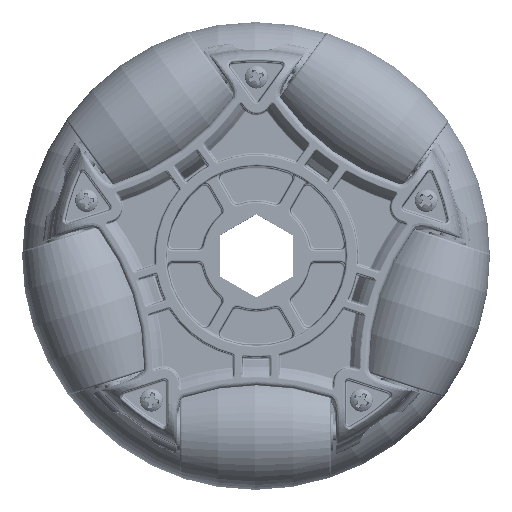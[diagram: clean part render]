
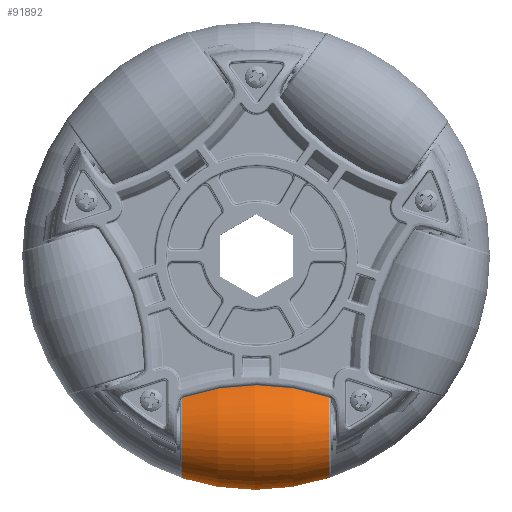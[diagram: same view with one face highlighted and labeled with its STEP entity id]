
A CAD part, top view. The second image highlights one B-rep face of the part: STEP entity #91892.
In plain terms, the highlighted toroidal (fillet/blend) face has major radius 31.124 mm and minor radius 41.275 mm.
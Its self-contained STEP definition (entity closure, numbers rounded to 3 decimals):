
#8134 = DIRECTION ( 'NONE',  ( 0., 0., -1. ) ) ;
#9302 = VERTEX_POINT ( 'NONE', #77365 ) ;
#13118 = DIRECTION ( 'NONE',  ( -1., 0., 0. ) ) ;
#15660 = CARTESIAN_POINT ( 'NONE',  ( 13.335, 0., 31.124 ) ) ;
#27786 = AXIS2_PLACEMENT_3D ( 'NONE', #15660, #98155, #63629 ) ;
#27876 = EDGE_CURVE ( 'NONE', #51343, #101249, #41623, .T. ) ;
#28908 = ORIENTED_EDGE ( 'NONE', *, *, #140702, .T. ) ;
#33651 = ORIENTED_EDGE ( 'NONE', *, *, #93583, .T. ) ;
#40003 = CARTESIAN_POINT ( 'NONE',  ( 0.343, 0., 0. ) ) ;
#40421 = CIRCLE ( 'NONE', #45571, 41.275 ) ;
#41623 = CIRCLE ( 'NONE', #27786, 41.275 ) ;
#45571 = AXIS2_PLACEMENT_3D ( 'NONE', #125272, #137078, #8134 ) ;
#49083 = VERTEX_POINT ( 'NONE', #90160 ) ;
#51343 = VERTEX_POINT ( 'NONE', #111640 ) ;
#51874 = DIRECTION ( 'NONE',  ( 0., 0., -1. ) ) ;
#55931 = AXIS2_PLACEMENT_3D ( 'NONE', #129487, #95989, #58404 ) ;
#58404 = DIRECTION ( 'NONE',  ( 0., 0., 1. ) ) ;
#63629 = DIRECTION ( 'NONE',  ( 0., 0., 1. ) ) ;
#69176 = EDGE_LOOP ( 'NONE', ( #96400, #28908, #33651, #111755 ) ) ;
#77365 = CARTESIAN_POINT ( 'NONE',  ( 0.343, 0., 8.053 ) ) ;
#78185 = AXIS2_PLACEMENT_3D ( 'NONE', #132701, #13118, #85881 ) ;
#83224 = CIRCLE ( 'NONE', #55931, 8.053 ) ;
#85881 = DIRECTION ( 'NONE',  ( 0., 0., 1. ) ) ;
#90160 = CARTESIAN_POINT ( 'NONE',  ( 26.327, 0., 8.053 ) ) ;
#91892 = ADVANCED_FACE ( 'NONE', ( #118057 ), #153089, .T. ) ;
#93583 = EDGE_CURVE ( 'NONE', #49083, #9302, #40421, .T. ) ;
#95989 = DIRECTION ( 'NONE',  ( -1., 0., 0. ) ) ;
#96400 = ORIENTED_EDGE ( 'NONE', *, *, #27876, .F. ) ;
#98155 = DIRECTION ( 'NONE',  ( 0., 1., 0. ) ) ;
#101249 = VERTEX_POINT ( 'NONE', #144662 ) ;
#110323 = CIRCLE ( 'NONE', #128346, 8.053 ) ;
#111640 = CARTESIAN_POINT ( 'NONE',  ( 26.327, 0., -8.053 ) ) ;
#111755 = ORIENTED_EDGE ( 'NONE', *, *, #144930, .T. ) ;
#118057 = FACE_OUTER_BOUND ( 'NONE', #69176, .T. ) ;
#125272 = CARTESIAN_POINT ( 'NONE',  ( 13.335, 0., -31.124 ) ) ;
#128346 = AXIS2_PLACEMENT_3D ( 'NONE', #40003, #143625, #51874 ) ;
#129487 = CARTESIAN_POINT ( 'NONE',  ( 26.327, 0., 0. ) ) ;
#132701 = CARTESIAN_POINT ( 'NONE',  ( 13.335, 0., 0. ) ) ;
#137078 = DIRECTION ( 'NONE',  ( 0., -1., 0. ) ) ;
#140702 = EDGE_CURVE ( 'NONE', #51343, #49083, #83224, .T. ) ;
#143625 = DIRECTION ( 'NONE',  ( 1., 0., 0. ) ) ;
#144662 = CARTESIAN_POINT ( 'NONE',  ( 0.343, 0., -8.053 ) ) ;
#144930 = EDGE_CURVE ( 'NONE', #9302, #101249, #110323, .T. ) ;
#153089 = TOROIDAL_SURFACE ( 'NONE', #78185, -31.124, 41.275 ) ;
